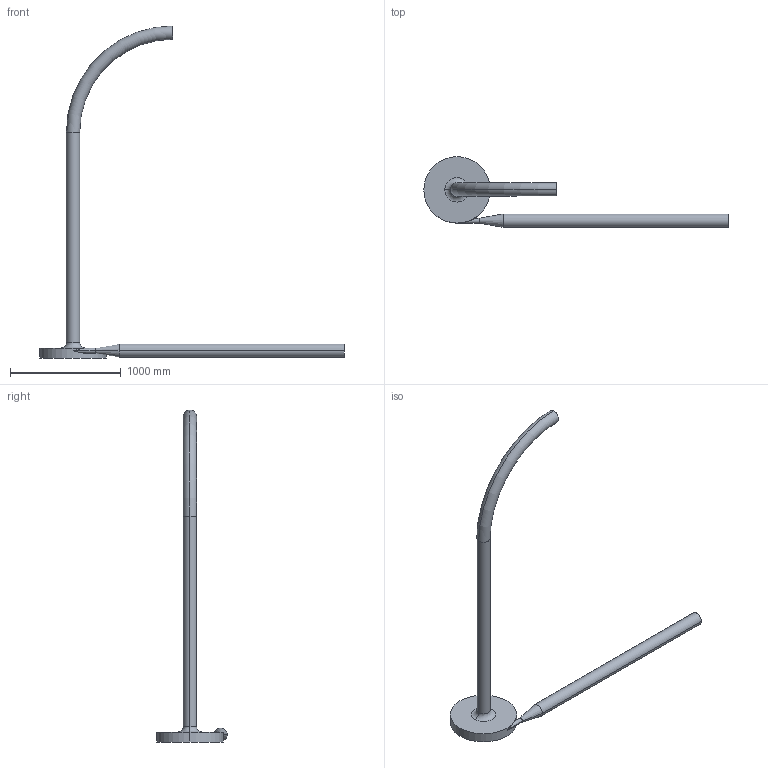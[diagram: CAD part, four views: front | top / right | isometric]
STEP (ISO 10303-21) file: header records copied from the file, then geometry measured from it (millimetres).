
FILE_DESCRIPTION( ( 'STEP AP203' ), '1' );
FILE_NAME( 'pumpHousing09-05-2013.stp', '2013-09-05T17:52:50', ( ' ' ), ( ' ' ), 'XStep 1.0', ' ', ' ' );
FILE_SCHEMA( ( 'CONFIG_CONTROL_DESIGN' ) );
Length unit declared in the file: millimetre
Products named in the file (1): 1
Bounding box: 2750 x 638 x 3000 mm (x, y, z)
Volume: 88098140.7 mm3; surface area: 2839674.7 mm2
Topology: 1 solids, 1 shells, 20 faces, 42 edges, 24 vertices
Faces by surface type: cylinder 8, torus 4, plane 4, bspline 2, cone 2
Entity records: 1279 total; most frequent: CARTESIAN_POINT 814, DIRECTION 96, ORIENTED_EDGE 80, AXIS2_PLACEMENT_3D 43, EDGE_CURVE 40, VERTEX_POINT 24, CIRCLE 24, EDGE_LOOP 22
